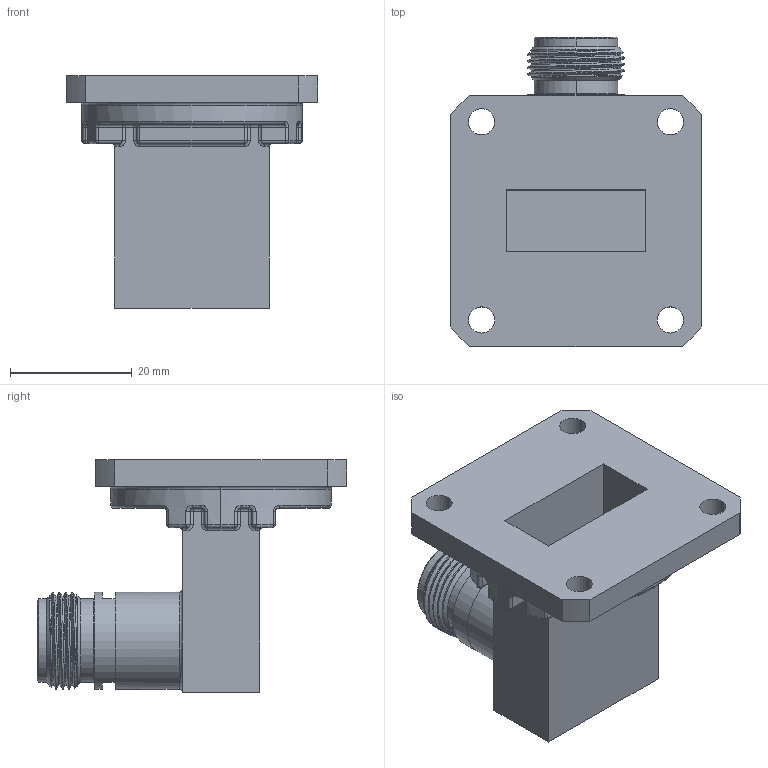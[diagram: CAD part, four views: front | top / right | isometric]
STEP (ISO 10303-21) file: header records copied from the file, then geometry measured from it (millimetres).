
FILE_DESCRIPTION (( 'STEP AP203' ), '1' );
FILE_NAME ('FMWCA1008 ¦ PEWCA1008.step', '2019-08-23T15:22:00', ( '' ), ( '' ), 'SwSTEP 2.0', 'SolidWorks 2018', '' );
FILE_SCHEMA (( 'CONFIG_CONTROL_DESIGN' ));
Length unit declared in the file: inch
Products named in the file (1): FMWCA1008 ｦ PEWCA1008
Bounding box: 41.27 x 50.79 x 38.1 mm (x, y, z)
Volume: 16454.5 mm3; surface area: 11122.7 mm2
Topology: 1 solids, 1 shells, 328 faces, 792 edges, 434 vertices
Faces by surface type: cylinder 142, plane 77, torus 47, sphere 32, cone 15, bspline 15
Entity records: 11618 total; most frequent: CARTESIAN_POINT 4209, DIRECTION 1623, ORIENTED_EDGE 1504, EDGE_CURVE 752, AXIS2_PLACEMENT_3D 659, VERTEX_POINT 434, CIRCLE 345, EDGE_LOOP 344
